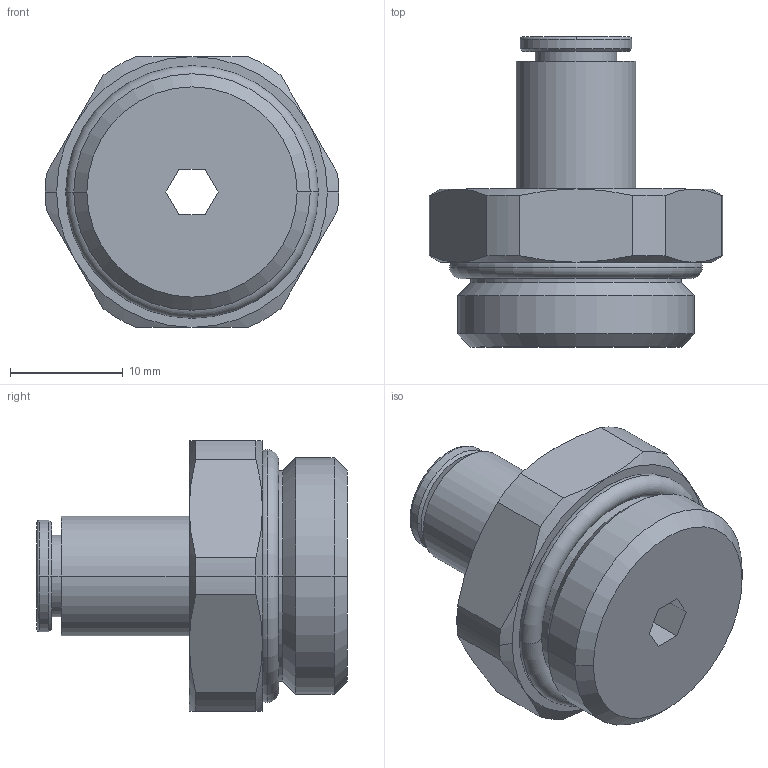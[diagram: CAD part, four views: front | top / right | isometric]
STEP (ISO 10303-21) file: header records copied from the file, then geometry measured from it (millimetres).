
FILE_DESCRIPTION(('STEP AP214'),'1');
FILE_NAME('3101_06_21.stp','2016-07-07T15:00:10',('TraceParts'),('TraceParts S.A.'),'Spatial InterOp 3D',' ',' ');
FILE_SCHEMA(('automotive_design'));
Length unit declared in the file: millimetre
Products named in the file (1): 1
Bounding box: 26 x 27.5 x 24 mm (x, y, z)
Volume: 6243.5 mm3; surface area: 2961.9 mm2
Topology: 1 solids, 1 shells, 67 faces, 154 edges, 94 vertices
Faces by surface type: cone 22, cylinder 20, plane 19, torus 6
Entity records: 1939 total; most frequent: CARTESIAN_POINT 412, DIRECTION 342, ORIENTED_EDGE 308, EDGE_CURVE 154, AXIS2_PLACEMENT_3D 144, VERTEX_POINT 94, CIRCLE 76, EDGE_LOOP 74
